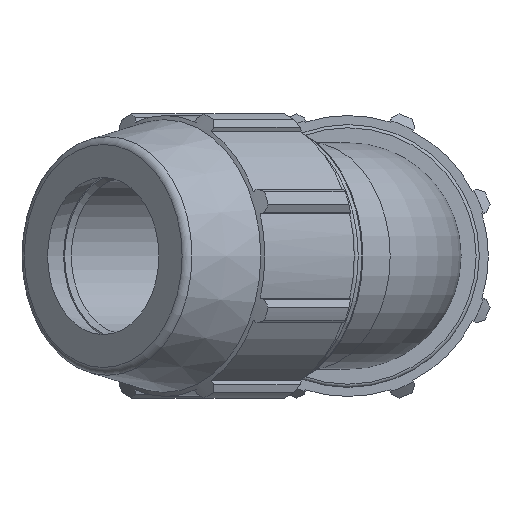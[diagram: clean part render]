
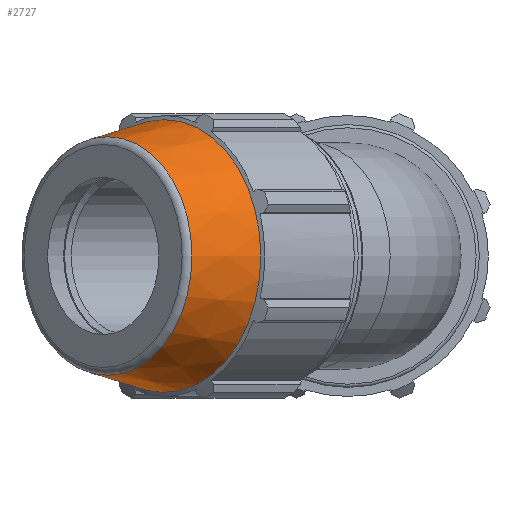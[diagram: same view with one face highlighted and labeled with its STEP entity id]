
A CAD part, left-side view. The second image highlights one B-rep face of the part: STEP entity #2727.
In plain terms, the highlighted conical face has half-angle 12 degrees and reference radius 40.423 mm.
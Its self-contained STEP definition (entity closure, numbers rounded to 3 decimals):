
#598=CONICAL_SURFACE('',#2985,40.423,12.);
#628=FACE_BOUND('',#949,.T.);
#774=FACE_OUTER_BOUND('',#948,.T.);
#948=EDGE_LOOP('',(#2389));
#949=EDGE_LOOP('',(#2390));
#1045=CIRCLE('',#2930,43.345);
#1068=CIRCLE('',#2983,37.921);
#1285=VERTEX_POINT('',#4448);
#1324=VERTEX_POINT('',#4588);
#1621=EDGE_CURVE('',#1285,#1285,#1045,.T.);
#1692=EDGE_CURVE('',#1324,#1324,#1068,.T.);
#2389=ORIENTED_EDGE('',*,*,#1621,.T.);
#2390=ORIENTED_EDGE('',*,*,#1692,.F.);
#2727=ADVANCED_FACE('',(#774,#628),#598,.T.);
#2930=AXIS2_PLACEMENT_3D('',#4449,#3529,#3530);
#2983=AXIS2_PLACEMENT_3D('',#4589,#3683,#3684);
#2985=AXIS2_PLACEMENT_3D('',#4592,#3687,#3688);
#3529=DIRECTION('center_axis',(-0.707,0.707,0.));
#3530=DIRECTION('ref_axis',(0.,0.,-1.));
#3683=DIRECTION('center_axis',(-0.707,0.707,0.));
#3684=DIRECTION('ref_axis',(0.707,0.707,0.));
#3687=DIRECTION('center_axis',(0.707,-0.707,0.));
#3688=DIRECTION('ref_axis',(-0.707,-0.707,0.));
#4448=CARTESIAN_POINT('',(-88.986,27.687,0.));
#4449=CARTESIAN_POINT('Origin',(-58.336,58.336,0.));
#4588=CARTESIAN_POINT('',(-103.196,49.567,0.));
#4589=CARTESIAN_POINT('Origin',(-76.382,76.382,0.));
#4592=CARTESIAN_POINT('Origin',(-68.059,68.059,0.));
